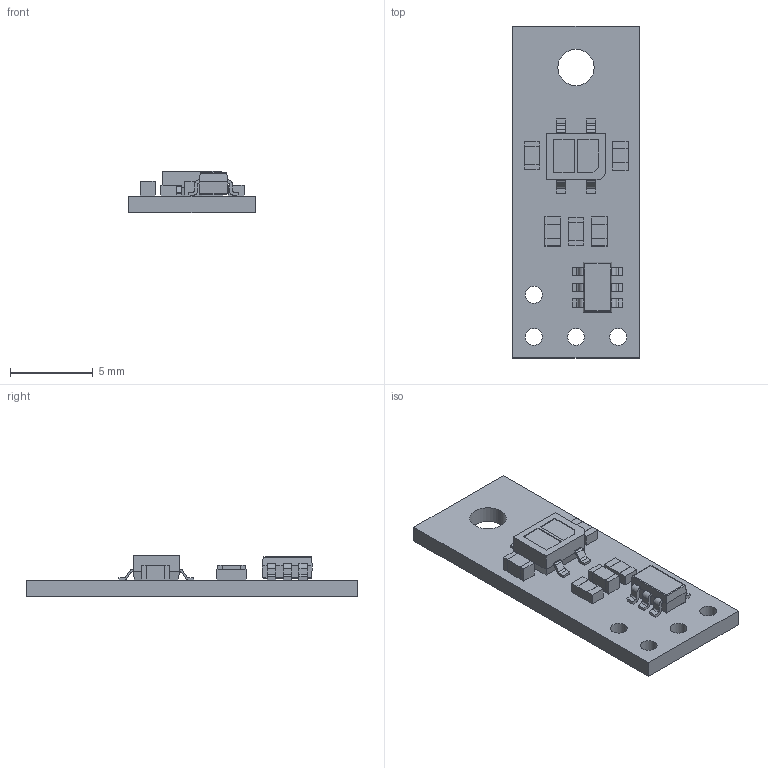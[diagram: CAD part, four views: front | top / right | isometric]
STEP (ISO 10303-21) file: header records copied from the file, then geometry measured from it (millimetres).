
FILE_DESCRIPTION (( 'STEP AP214' ), '1' );
FILE_NAME ('qtr-01x-sensor-irs21b01.step', '2018-08-21T21:24:17', ( '' ), ( '' ), 'SwSTEP 2.0', 'SolidWorks 2016', '' );
FILE_SCHEMA (( 'AUTOMOTIVE_DESIGN' ));
Length unit declared in the file: millimetre
Products named in the file (1): qtr-01x-sensor-irs21b01
Bounding box: 7.62 x 20 x 2.52 mm (x, y, z)
Volume: 175.7 mm3; surface area: 443.2 mm2
Topology: 1 solids, 1 shells, 563 faces, 1546 edges, 1021 vertices
Faces by surface type: plane 370, bspline 140, cylinder 53
Full cylindrical faces by diameter (mm): 1.016 x4, 2.184 x1
Entity records: 28580 total; most frequent: CARTESIAN_POINT 8938, ORIENTED_EDGE 3082, DIRECTION 2179, EDGE_CURVE 1541, LINE 1151, VECTOR 1151, VERTEX_POINT 1021, EDGE_LOOP 632
